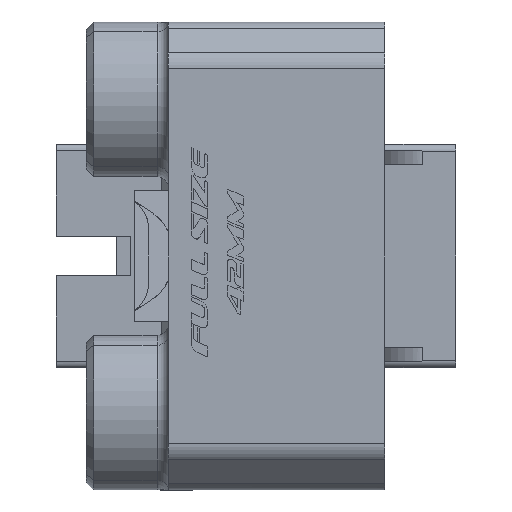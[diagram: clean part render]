
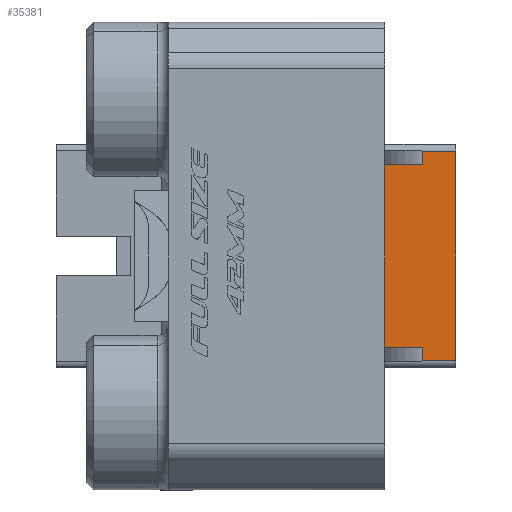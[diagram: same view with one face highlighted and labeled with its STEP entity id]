
A CAD part, left-side view. The second image highlights one B-rep face of the part: STEP entity #35381.
In plain terms, the highlighted planar face has unit normal (-1, 0, 0).
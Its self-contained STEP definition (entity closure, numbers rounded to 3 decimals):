
#687 = CARTESIAN_POINT ( 'NONE',  ( 13., -2., -12.2 ) ) ;
#1591 = ORIENTED_EDGE ( 'NONE', *, *, #13076, .F. ) ;
#1744 = ORIENTED_EDGE ( 'NONE', *, *, #33892, .F. ) ;
#2639 = CARTESIAN_POINT ( 'NONE',  ( 13., -7.074, -14. ) ) ;
#3197 = LINE ( 'NONE', #687, #9944 ) ;
#3903 = VERTEX_POINT ( 'NONE', #34429 ) ;
#4165 = ORIENTED_EDGE ( 'NONE', *, *, #37883, .T. ) ;
#4438 = CARTESIAN_POINT ( 'NONE',  ( 13., -2., 12.2 ) ) ;
#4804 = EDGE_CURVE ( 'NONE', #11822, #7261, #25803, .T. ) ;
#5801 = EDGE_CURVE ( 'NONE', #3903, #8142, #37577, .T. ) ;
#6008 = CARTESIAN_POINT ( 'NONE',  ( 13., -11.5, 0. ) ) ;
#6249 = LINE ( 'NONE', #9346, #10795 ) ;
#7261 = VERTEX_POINT ( 'NONE', #37129 ) ;
#7599 = DIRECTION ( 'NONE',  ( 0., 0., -1. ) ) ;
#8142 = VERTEX_POINT ( 'NONE', #30267 ) ;
#8821 = EDGE_CURVE ( 'NONE', #11822, #27644, #6249, .T. ) ;
#9057 = LINE ( 'NONE', #20800, #14830 ) ;
#9107 = DIRECTION ( 'NONE',  ( 0., 0., 1. ) ) ;
#9346 = CARTESIAN_POINT ( 'NONE',  ( 13., -7.074, -14.2 ) ) ;
#9944 = VECTOR ( 'NONE', #20932, 1000. ) ;
#10477 = CARTESIAN_POINT ( 'NONE',  ( 13., -2., -12.2 ) ) ;
#10680 = DIRECTION ( 'NONE',  ( 1., 0., 0. ) ) ;
#10795 = VECTOR ( 'NONE', #21099, 1000. ) ;
#11822 = VERTEX_POINT ( 'NONE', #2639 ) ;
#13076 = EDGE_CURVE ( 'NONE', #29105, #21363, #3197, .T. ) ;
#13244 = LINE ( 'NONE', #16529, #37010 ) ;
#13709 = ORIENTED_EDGE ( 'NONE', *, *, #15260, .T. ) ;
#13925 = CARTESIAN_POINT ( 'NONE',  ( 13., -7.074, 14.2 ) ) ;
#14624 = CARTESIAN_POINT ( 'NONE',  ( 13., -9.5, -14. ) ) ;
#14830 = VECTOR ( 'NONE', #35051, 1000. ) ;
#15139 = CARTESIAN_POINT ( 'NONE',  ( 13., -11.5, 14. ) ) ;
#15260 = EDGE_CURVE ( 'NONE', #7261, #37066, #30076, .T. ) ;
#16529 = CARTESIAN_POINT ( 'NONE',  ( 13., 0., 12.2 ) ) ;
#17196 = ORIENTED_EDGE ( 'NONE', *, *, #8821, .F. ) ;
#18599 = AXIS2_PLACEMENT_3D ( 'NONE', #19381, #10680, #7599 ) ;
#19381 = CARTESIAN_POINT ( 'NONE',  ( 13., -9.5, 0. ) ) ;
#19471 = VECTOR ( 'NONE', #37522, 1000. ) ;
#20800 = CARTESIAN_POINT ( 'NONE',  ( 13., -9.5, 14. ) ) ;
#20932 = DIRECTION ( 'NONE',  ( 0., 0., 1. ) ) ;
#21099 = DIRECTION ( 'NONE',  ( 0., 0., 1. ) ) ;
#21363 = VERTEX_POINT ( 'NONE', #4438 ) ;
#21946 = DIRECTION ( 'NONE',  ( 0., 1., 0. ) ) ;
#22891 = EDGE_LOOP ( 'NONE', ( #4165, #1591, #1744, #17196, #31019, #13709, #32773, #25615 ) ) ;
#23716 = EDGE_CURVE ( 'NONE', #37066, #3903, #9057, .T. ) ;
#24807 = DIRECTION ( 'NONE',  ( 0., 1., 0. ) ) ;
#24835 = LINE ( 'NONE', #36561, #35716 ) ;
#25615 = ORIENTED_EDGE ( 'NONE', *, *, #5801, .T. ) ;
#25803 = LINE ( 'NONE', #14624, #19471 ) ;
#27644 = VERTEX_POINT ( 'NONE', #35943 ) ;
#28926 = DIRECTION ( 'NONE',  ( 0., 0., -1. ) ) ;
#29105 = VERTEX_POINT ( 'NONE', #10477 ) ;
#30076 = LINE ( 'NONE', #6008, #34006 ) ;
#30267 = CARTESIAN_POINT ( 'NONE',  ( 13., -7.074, 12.2 ) ) ;
#31019 = ORIENTED_EDGE ( 'NONE', *, *, #4804, .T. ) ;
#32773 = ORIENTED_EDGE ( 'NONE', *, *, #23716, .T. ) ;
#33892 = EDGE_CURVE ( 'NONE', #27644, #29105, #24835, .T. ) ;
#34006 = VECTOR ( 'NONE', #9107, 1000. ) ;
#34041 = VECTOR ( 'NONE', #28926, 1000. ) ;
#34429 = CARTESIAN_POINT ( 'NONE',  ( 13., -7.074, 14. ) ) ;
#35051 = DIRECTION ( 'NONE',  ( 0., 1., 0. ) ) ;
#35381 = ADVANCED_FACE ( 'NONE', ( #37041 ), #37234, .F. ) ;
#35716 = VECTOR ( 'NONE', #21946, 1000. ) ;
#35943 = CARTESIAN_POINT ( 'NONE',  ( 13., -7.074, -12.2 ) ) ;
#36561 = CARTESIAN_POINT ( 'NONE',  ( 13., 0., -12.2 ) ) ;
#37010 = VECTOR ( 'NONE', #24807, 1000. ) ;
#37041 = FACE_OUTER_BOUND ( 'NONE', #22891, .T. ) ;
#37066 = VERTEX_POINT ( 'NONE', #15139 ) ;
#37129 = CARTESIAN_POINT ( 'NONE',  ( 13., -11.5, -14. ) ) ;
#37234 = PLANE ( 'NONE',  #18599 ) ;
#37522 = DIRECTION ( 'NONE',  ( 0., -1., 0. ) ) ;
#37577 = LINE ( 'NONE', #13925, #34041 ) ;
#37883 = EDGE_CURVE ( 'NONE', #8142, #21363, #13244, .T. ) ;
